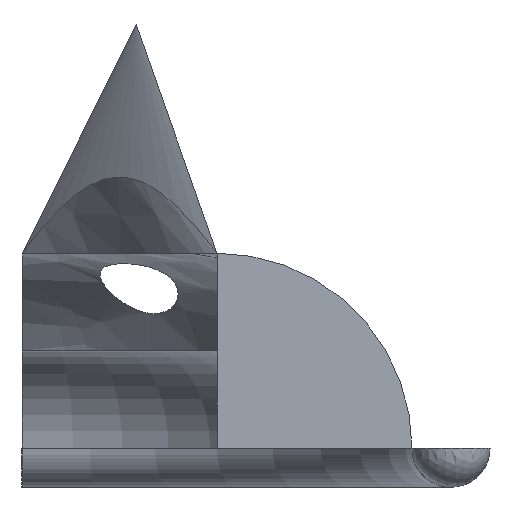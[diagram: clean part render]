
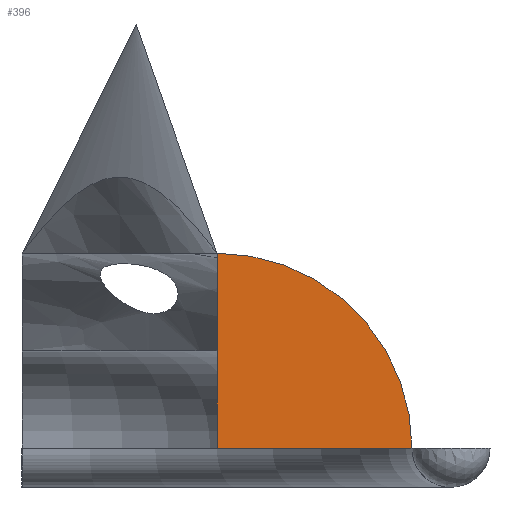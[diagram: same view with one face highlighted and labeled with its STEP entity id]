
A CAD part, front view. The second image highlights one B-rep face of the part: STEP entity #396.
In plain terms, the highlighted planar face has unit normal (0, 1, 0).
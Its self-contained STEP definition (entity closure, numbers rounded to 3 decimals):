
#169=CARTESIAN_POINT('',(500.,-250.,-500.));
#170=DIRECTION('',(0.,1.,0.));
#171=DIRECTION('',(0.,0.,1.));
#172=AXIS2_PLACEMENT_3D('',#169,#170,#171);
#174=DIRECTION('',(0.,0.,-1.));
#175=VECTOR('',#174,500.);
#176=CARTESIAN_POINT('',(500.,-250.,0.));
#177=LINE('',#176,#175);
#178=DIRECTION('',(1.,0.,0.));
#179=VECTOR('',#178,500.);
#180=CARTESIAN_POINT('',(500.,-250.,-500.));
#181=LINE('',#180,#179);
#307=CARTESIAN_POINT('',(1000.,-250.,-500.));
#309=VERTEX_POINT('',#307);
#317=CARTESIAN_POINT('',(500.,-250.,0.));
#318=VERTEX_POINT('',#317);
#319=CARTESIAN_POINT('',(500.,-250.,-500.));
#320=VERTEX_POINT('',#319);
#384=CARTESIAN_POINT('',(500.,-250.,-500.));
#385=DIRECTION('',(0.,1.,0.));
#386=DIRECTION('',(0.,0.,1.));
#387=AXIS2_PLACEMENT_3D('',#384,#385,#386);
#388=PLANE('',#387);
#389=ORIENTED_EDGE('',*,*,#374,.F.);
#391=ORIENTED_EDGE('',*,*,#390,.T.);
#393=ORIENTED_EDGE('',*,*,#392,.T.);
#394=EDGE_LOOP('',(#389,#391,#393));
#395=FACE_OUTER_BOUND('',#394,.F.);
#396=ADVANCED_FACE('',(#395),#388,.T.);
#173=CIRCLE('',#172,500.);
#374=EDGE_CURVE('',#318,#309,#173,.T.);
#390=EDGE_CURVE('',#318,#320,#177,.T.);
#392=EDGE_CURVE('',#320,#309,#181,.T.);
